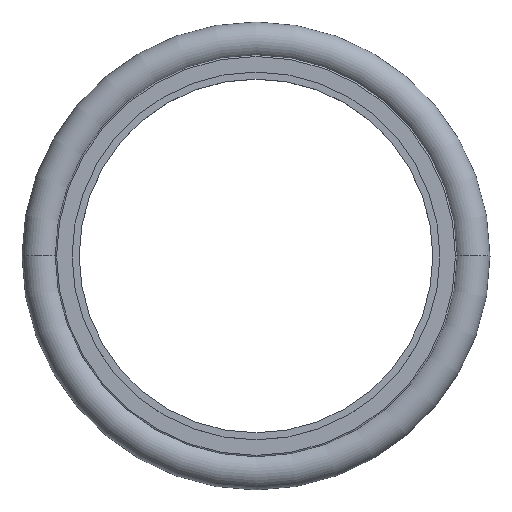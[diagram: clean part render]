
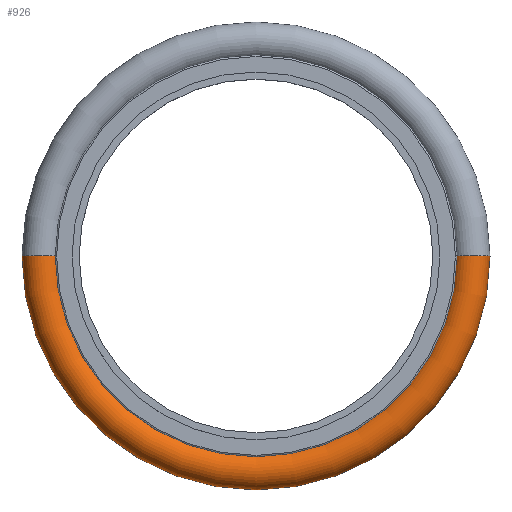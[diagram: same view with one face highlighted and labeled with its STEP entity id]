
A CAD part, top view. The second image highlights one B-rep face of the part: STEP entity #926.
In plain terms, the highlighted toroidal (fillet/blend) face has major radius 30.415 mm and minor radius 2.665 mm.
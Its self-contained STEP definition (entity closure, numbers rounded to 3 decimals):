
#2 = CARTESIAN_POINT ( 'NONE',  ( -30.415, 0., -4. ) ) ;
#115 = CIRCLE ( 'NONE', #812, 27.75 ) ;
#128 = CARTESIAN_POINT ( 'NONE',  ( 33.08, 0., -4. ) ) ;
#132 = ORIENTED_EDGE ( 'NONE', *, *, #596, .T. ) ;
#134 = ORIENTED_EDGE ( 'NONE', *, *, #818, .F. ) ;
#163 = FACE_OUTER_BOUND ( 'NONE', #365, .T. ) ;
#175 = VERTEX_POINT ( 'NONE', #128 ) ;
#196 = CARTESIAN_POINT ( 'NONE',  ( 0., 0., -4. ) ) ;
#267 = CARTESIAN_POINT ( 'NONE',  ( 0., 0., -4. ) ) ;
#352 = VERTEX_POINT ( 'NONE', #632 ) ;
#365 = EDGE_LOOP ( 'NONE', ( #134, #733, #132, #726 ) ) ;
#396 = AXIS2_PLACEMENT_3D ( 'NONE', #196, #935, #421 ) ;
#421 = DIRECTION ( 'NONE',  ( 1., 0., 0. ) ) ;
#467 = DIRECTION ( 'NONE',  ( 0., 0., -1. ) ) ;
#469 = VERTEX_POINT ( 'NONE', #793 ) ;
#476 = CIRCLE ( 'NONE', #616, 2.665 ) ;
#524 = DIRECTION ( 'NONE',  ( -1., 0., 0. ) ) ;
#525 = DIRECTION ( 'NONE',  ( 1., 0., 0. ) ) ;
#596 = EDGE_CURVE ( 'NONE', #175, #352, #476, .T. ) ;
#616 = AXIS2_PLACEMENT_3D ( 'NONE', #844, #875, #467 ) ;
#632 = CARTESIAN_POINT ( 'NONE',  ( 27.75, 0., -4. ) ) ;
#692 = CARTESIAN_POINT ( 'NONE',  ( -27.75, 0., -4. ) ) ;
#707 = AXIS2_PLACEMENT_3D ( 'NONE', #267, #835, #834 ) ;
#708 = CIRCLE ( 'NONE', #737, 2.665 ) ;
#719 = TOROIDAL_SURFACE ( 'NONE', #707, 30.415, 2.665 ) ;
#721 = EDGE_CURVE ( 'NONE', #753, #352, #115, .T. ) ;
#726 = ORIENTED_EDGE ( 'NONE', *, *, #721, .F. ) ;
#733 = ORIENTED_EDGE ( 'NONE', *, *, #900, .T. ) ;
#737 = AXIS2_PLACEMENT_3D ( 'NONE', #2, #931, #524 ) ;
#753 = VERTEX_POINT ( 'NONE', #692 ) ;
#777 = DIRECTION ( 'NONE',  ( 0., 0., 1. ) ) ;
#793 = CARTESIAN_POINT ( 'NONE',  ( -33.08, 0., -4. ) ) ;
#812 = AXIS2_PLACEMENT_3D ( 'NONE', #915, #777, #525 ) ;
#818 = EDGE_CURVE ( 'NONE', #469, #753, #708, .T. ) ;
#834 = DIRECTION ( 'NONE',  ( 1., 0., 0. ) ) ;
#835 = DIRECTION ( 'NONE',  ( 0., 0., 1. ) ) ;
#844 = CARTESIAN_POINT ( 'NONE',  ( 30.415, 0., -4. ) ) ;
#872 = CIRCLE ( 'NONE', #396, 33.08 ) ;
#875 = DIRECTION ( 'NONE',  ( 0., -1., 0. ) ) ;
#900 = EDGE_CURVE ( 'NONE', #469, #175, #872, .T. ) ;
#915 = CARTESIAN_POINT ( 'NONE',  ( 0., 0., -4. ) ) ;
#926 = ADVANCED_FACE ( 'NONE', ( #163 ), #719, .T. ) ;
#931 = DIRECTION ( 'NONE',  ( 0., 1., 0. ) ) ;
#935 = DIRECTION ( 'NONE',  ( 0., 0., 1. ) ) ;
